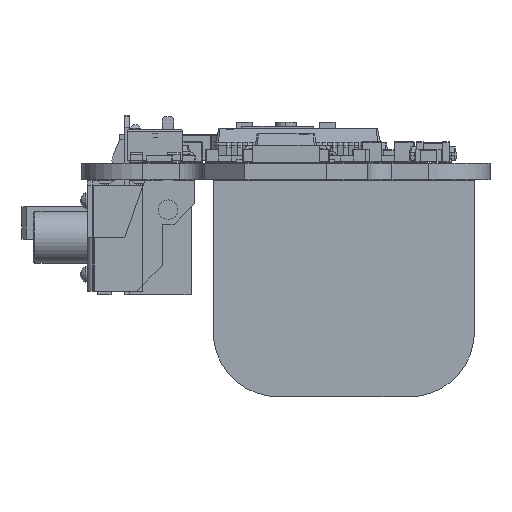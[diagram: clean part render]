
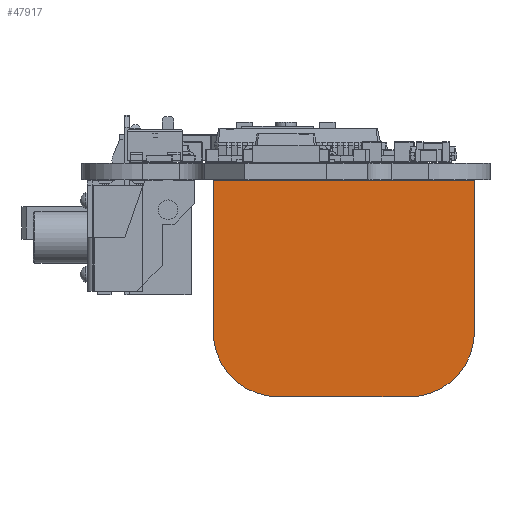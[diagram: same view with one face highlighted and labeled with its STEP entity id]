
A CAD part, left-side view. The second image highlights one B-rep face of the part: STEP entity #47917.
In plain terms, the highlighted face is planar.
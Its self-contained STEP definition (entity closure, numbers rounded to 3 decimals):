
#45997 = PLANE('',#45998);
#45998 = AXIS2_PLACEMENT_3D('',#45999,#46000,#46001);
#45999 = CARTESIAN_POINT('',(-8.,9.251,0.));
#46000 = DIRECTION('',(1.,0.,0.));
#46001 = DIRECTION('',(0.,-1.,0.));
#46136 = PLANE('',#46137);
#46137 = AXIS2_PLACEMENT_3D('',#46138,#46139,#46140);
#46138 = CARTESIAN_POINT('',(8.,0.,0.));
#46139 = DIRECTION('',(-1.,0.,0.));
#46140 = DIRECTION('',(0.,1.,0.));
#46197 = CYLINDRICAL_SURFACE('',#46198,4.);
#46198 = AXIS2_PLACEMENT_3D('',#46199,#46200,#46201);
#46199 = CARTESIAN_POINT('',(-4.,9.251,0.));
#46200 = DIRECTION('',(-0.,-0.,-1.));
#46201 = DIRECTION('',(1.,0.,0.));
#46225 = PLANE('',#46226);
#46226 = AXIS2_PLACEMENT_3D('',#46227,#46228,#46229);
#46227 = CARTESIAN_POINT('',(4.,13.251,0.));
#46228 = DIRECTION('',(0.,-1.,0.));
#46229 = DIRECTION('',(-1.,0.,0.));
#46256 = CYLINDRICAL_SURFACE('',#46257,4.);
#46257 = AXIS2_PLACEMENT_3D('',#46258,#46259,#46260);
#46258 = CARTESIAN_POINT('',(4.,9.251,0.));
#46259 = DIRECTION('',(-0.,-0.,-1.));
#46260 = DIRECTION('',(1.,0.,0.));
#47435 = PLANE('',#47436);
#47436 = AXIS2_PLACEMENT_3D('',#47437,#47438,#47439);
#47437 = CARTESIAN_POINT('',(-8.,0.,0.));
#47438 = DIRECTION('',(0.,1.,0.));
#47439 = DIRECTION('',(1.,0.,0.));
#47451 = VERTEX_POINT('',#47452);
#47452 = CARTESIAN_POINT('',(-8.,9.251,0.));
#47476 = VERTEX_POINT('',#47477);
#47477 = CARTESIAN_POINT('',(-8.,0.,0.));
#47498 = EDGE_CURVE('',#47451,#47476,#47499,.T.);
#47499 = SURFACE_CURVE('',#47500,(#47504,#47511),.PCURVE_S1.);
#47500 = LINE('',#47501,#47502);
#47501 = CARTESIAN_POINT('',(-8.,9.251,0.));
#47502 = VECTOR('',#47503,1.);
#47503 = DIRECTION('',(0.,-1.,0.));
#47504 = PCURVE('',#45997,#47505);
#47505 = DEFINITIONAL_REPRESENTATION('',(#47506),#47510);
#47506 = LINE('',#47507,#47508);
#47507 = CARTESIAN_POINT('',(0.,0.));
#47508 = VECTOR('',#47509,1.);
#47509 = DIRECTION('',(1.,0.));
#47510 = ( GEOMETRIC_REPRESENTATION_CONTEXT(2) 
PARAMETRIC_REPRESENTATION_CONTEXT() REPRESENTATION_CONTEXT('2D SPACE',''
  ) );
#47511 = PCURVE('',#47512,#47517);
#47512 = PLANE('',#47513);
#47513 = AXIS2_PLACEMENT_3D('',#47514,#47515,#47516);
#47514 = CARTESIAN_POINT('',(-8.,0.,0.));
#47515 = DIRECTION('',(0.,0.,-1.));
#47516 = DIRECTION('',(-1.,0.,0.));
#47517 = DEFINITIONAL_REPRESENTATION('',(#47518),#47522);
#47518 = LINE('',#47519,#47520);
#47519 = CARTESIAN_POINT('',(0.,9.251));
#47520 = VECTOR('',#47521,1.);
#47521 = DIRECTION('',(0.,-1.));
#47522 = ( GEOMETRIC_REPRESENTATION_CONTEXT(2) 
PARAMETRIC_REPRESENTATION_CONTEXT() REPRESENTATION_CONTEXT('2D SPACE',''
  ) );
#47536 = VERTEX_POINT('',#47537);
#47537 = CARTESIAN_POINT('',(8.,0.,0.));
#47561 = VERTEX_POINT('',#47562);
#47562 = CARTESIAN_POINT('',(8.,9.251,0.));
#47583 = EDGE_CURVE('',#47536,#47561,#47584,.T.);
#47584 = SURFACE_CURVE('',#47585,(#47589,#47596),.PCURVE_S1.);
#47585 = LINE('',#47586,#47587);
#47586 = CARTESIAN_POINT('',(8.,0.,0.));
#47587 = VECTOR('',#47588,1.);
#47588 = DIRECTION('',(0.,1.,0.));
#47589 = PCURVE('',#46136,#47590);
#47590 = DEFINITIONAL_REPRESENTATION('',(#47591),#47595);
#47591 = LINE('',#47592,#47593);
#47592 = CARTESIAN_POINT('',(0.,0.));
#47593 = VECTOR('',#47594,1.);
#47594 = DIRECTION('',(1.,0.));
#47595 = ( GEOMETRIC_REPRESENTATION_CONTEXT(2) 
PARAMETRIC_REPRESENTATION_CONTEXT() REPRESENTATION_CONTEXT('2D SPACE',''
  ) );
#47596 = PCURVE('',#47512,#47597);
#47597 = DEFINITIONAL_REPRESENTATION('',(#47598),#47602);
#47598 = LINE('',#47599,#47600);
#47599 = CARTESIAN_POINT('',(-16.,0.));
#47600 = VECTOR('',#47601,1.);
#47601 = DIRECTION('',(0.,1.));
#47602 = ( GEOMETRIC_REPRESENTATION_CONTEXT(2) 
PARAMETRIC_REPRESENTATION_CONTEXT() REPRESENTATION_CONTEXT('2D SPACE',''
  ) );
#47607 = EDGE_CURVE('',#47561,#47608,#47610,.T.);
#47608 = VERTEX_POINT('',#47609);
#47609 = CARTESIAN_POINT('',(4.,13.251,0.));
#47610 = SURFACE_CURVE('',#47611,(#47616,#47623),.PCURVE_S1.);
#47611 = CIRCLE('',#47612,4.);
#47612 = AXIS2_PLACEMENT_3D('',#47613,#47614,#47615);
#47613 = CARTESIAN_POINT('',(4.,9.251,0.));
#47614 = DIRECTION('',(0.,0.,1.));
#47615 = DIRECTION('',(1.,0.,-0.));
#47616 = PCURVE('',#46256,#47617);
#47617 = DEFINITIONAL_REPRESENTATION('',(#47618),#47622);
#47618 = LINE('',#47619,#47620);
#47619 = CARTESIAN_POINT('',(6.283,0.));
#47620 = VECTOR('',#47621,1.);
#47621 = DIRECTION('',(-1.,0.));
#47622 = ( GEOMETRIC_REPRESENTATION_CONTEXT(2) 
PARAMETRIC_REPRESENTATION_CONTEXT() REPRESENTATION_CONTEXT('2D SPACE',''
  ) );
#47623 = PCURVE('',#47512,#47624);
#47624 = DEFINITIONAL_REPRESENTATION('',(#47625),#47633);
#47625 = ( BOUNDED_CURVE() B_SPLINE_CURVE(2,(#47626,#47627,#47628,#47629
    ,#47630,#47631,#47632),.UNSPECIFIED.,.F.,.F.) 
B_SPLINE_CURVE_WITH_KNOTS((1,2,2,2,2,1),(-2.094,0.,
    2.094,4.189,6.283,8.378),
.UNSPECIFIED.) CURVE() GEOMETRIC_REPRESENTATION_ITEM() 
RATIONAL_B_SPLINE_CURVE((1.,0.5,1.,0.5,1.,0.5,1.)) REPRESENTATION_ITEM(
  '') );
#47626 = CARTESIAN_POINT('',(-16.,9.251));
#47627 = CARTESIAN_POINT('',(-16.,16.179));
#47628 = CARTESIAN_POINT('',(-10.,12.715));
#47629 = CARTESIAN_POINT('',(-4.,9.251));
#47630 = CARTESIAN_POINT('',(-10.,5.787));
#47631 = CARTESIAN_POINT('',(-16.,2.323));
#47632 = CARTESIAN_POINT('',(-16.,9.251));
#47633 = ( GEOMETRIC_REPRESENTATION_CONTEXT(2) 
PARAMETRIC_REPRESENTATION_CONTEXT() REPRESENTATION_CONTEXT('2D SPACE',''
  ) );
#47664 = VERTEX_POINT('',#47665);
#47665 = CARTESIAN_POINT('',(-4.,13.251,0.));
#47686 = EDGE_CURVE('',#47608,#47664,#47687,.T.);
#47687 = SURFACE_CURVE('',#47688,(#47692,#47699),.PCURVE_S1.);
#47688 = LINE('',#47689,#47690);
#47689 = CARTESIAN_POINT('',(4.,13.251,0.));
#47690 = VECTOR('',#47691,1.);
#47691 = DIRECTION('',(-1.,0.,0.));
#47692 = PCURVE('',#46225,#47693);
#47693 = DEFINITIONAL_REPRESENTATION('',(#47694),#47698);
#47694 = LINE('',#47695,#47696);
#47695 = CARTESIAN_POINT('',(0.,-0.));
#47696 = VECTOR('',#47697,1.);
#47697 = DIRECTION('',(1.,0.));
#47698 = ( GEOMETRIC_REPRESENTATION_CONTEXT(2) 
PARAMETRIC_REPRESENTATION_CONTEXT() REPRESENTATION_CONTEXT('2D SPACE',''
  ) );
#47699 = PCURVE('',#47512,#47700);
#47700 = DEFINITIONAL_REPRESENTATION('',(#47701),#47705);
#47701 = LINE('',#47702,#47703);
#47702 = CARTESIAN_POINT('',(-12.,13.251));
#47703 = VECTOR('',#47704,1.);
#47704 = DIRECTION('',(1.,0.));
#47705 = ( GEOMETRIC_REPRESENTATION_CONTEXT(2) 
PARAMETRIC_REPRESENTATION_CONTEXT() REPRESENTATION_CONTEXT('2D SPACE',''
  ) );
#47710 = EDGE_CURVE('',#47664,#47451,#47711,.T.);
#47711 = SURFACE_CURVE('',#47712,(#47717,#47724),.PCURVE_S1.);
#47712 = CIRCLE('',#47713,4.);
#47713 = AXIS2_PLACEMENT_3D('',#47714,#47715,#47716);
#47714 = CARTESIAN_POINT('',(-4.,9.251,0.));
#47715 = DIRECTION('',(0.,0.,1.));
#47716 = DIRECTION('',(1.,0.,-0.));
#47717 = PCURVE('',#46197,#47718);
#47718 = DEFINITIONAL_REPRESENTATION('',(#47719),#47723);
#47719 = LINE('',#47720,#47721);
#47720 = CARTESIAN_POINT('',(6.283,0.));
#47721 = VECTOR('',#47722,1.);
#47722 = DIRECTION('',(-1.,0.));
#47723 = ( GEOMETRIC_REPRESENTATION_CONTEXT(2) 
PARAMETRIC_REPRESENTATION_CONTEXT() REPRESENTATION_CONTEXT('2D SPACE',''
  ) );
#47724 = PCURVE('',#47512,#47725);
#47725 = DEFINITIONAL_REPRESENTATION('',(#47726),#47734);
#47726 = ( BOUNDED_CURVE() B_SPLINE_CURVE(2,(#47727,#47728,#47729,#47730
    ,#47731,#47732,#47733),.UNSPECIFIED.,.F.,.F.) 
B_SPLINE_CURVE_WITH_KNOTS((1,2,2,2,2,1),(-2.094,0.,
    2.094,4.189,6.283,8.378),
.UNSPECIFIED.) CURVE() GEOMETRIC_REPRESENTATION_ITEM() 
RATIONAL_B_SPLINE_CURVE((1.,0.5,1.,0.5,1.,0.5,1.)) REPRESENTATION_ITEM(
  '') );
#47727 = CARTESIAN_POINT('',(-8.,9.251));
#47728 = CARTESIAN_POINT('',(-8.,16.179));
#47729 = CARTESIAN_POINT('',(-2.,12.715));
#47730 = CARTESIAN_POINT('',(4.,9.251));
#47731 = CARTESIAN_POINT('',(-2.,5.787));
#47732 = CARTESIAN_POINT('',(-8.,2.323));
#47733 = CARTESIAN_POINT('',(-8.,9.251));
#47734 = ( GEOMETRIC_REPRESENTATION_CONTEXT(2) 
PARAMETRIC_REPRESENTATION_CONTEXT() REPRESENTATION_CONTEXT('2D SPACE',''
  ) );
#47897 = EDGE_CURVE('',#47476,#47536,#47898,.T.);
#47898 = SURFACE_CURVE('',#47899,(#47903,#47910),.PCURVE_S1.);
#47899 = LINE('',#47900,#47901);
#47900 = CARTESIAN_POINT('',(-8.,0.,0.));
#47901 = VECTOR('',#47902,1.);
#47902 = DIRECTION('',(1.,0.,0.));
#47903 = PCURVE('',#47435,#47904);
#47904 = DEFINITIONAL_REPRESENTATION('',(#47905),#47909);
#47905 = LINE('',#47906,#47907);
#47906 = CARTESIAN_POINT('',(0.,0.));
#47907 = VECTOR('',#47908,1.);
#47908 = DIRECTION('',(1.,0.));
#47909 = ( GEOMETRIC_REPRESENTATION_CONTEXT(2) 
PARAMETRIC_REPRESENTATION_CONTEXT() REPRESENTATION_CONTEXT('2D SPACE',''
  ) );
#47910 = PCURVE('',#47512,#47911);
#47911 = DEFINITIONAL_REPRESENTATION('',(#47912),#47916);
#47912 = LINE('',#47913,#47914);
#47913 = CARTESIAN_POINT('',(0.,0.));
#47914 = VECTOR('',#47915,1.);
#47915 = DIRECTION('',(-1.,0.));
#47916 = ( GEOMETRIC_REPRESENTATION_CONTEXT(2) 
PARAMETRIC_REPRESENTATION_CONTEXT() REPRESENTATION_CONTEXT('2D SPACE',''
  ) );
#47917 = ADVANCED_FACE('',(#47918),#47512,.T.);
#47918 = FACE_BOUND('',#47919,.F.);
#47919 = EDGE_LOOP('',(#47920,#47921,#47922,#47923,#47924,#47925));
#47920 = ORIENTED_EDGE('',*,*,#47897,.T.);
#47921 = ORIENTED_EDGE('',*,*,#47583,.T.);
#47922 = ORIENTED_EDGE('',*,*,#47607,.T.);
#47923 = ORIENTED_EDGE('',*,*,#47686,.T.);
#47924 = ORIENTED_EDGE('',*,*,#47710,.T.);
#47925 = ORIENTED_EDGE('',*,*,#47498,.T.);
